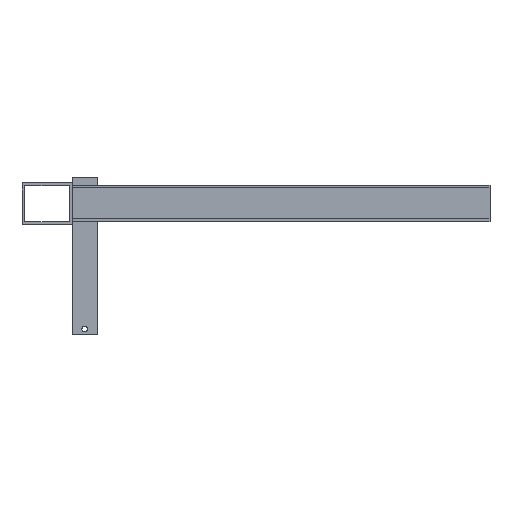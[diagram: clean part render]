
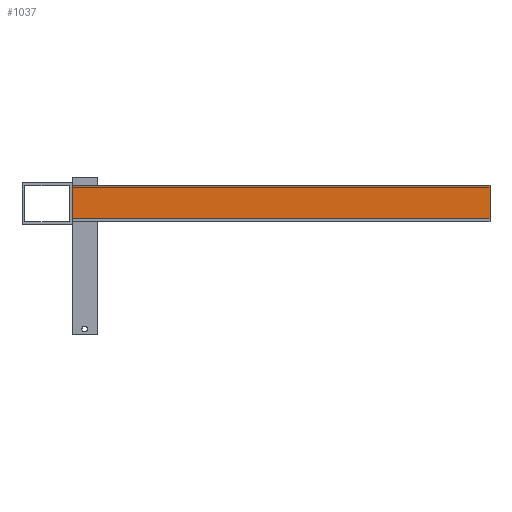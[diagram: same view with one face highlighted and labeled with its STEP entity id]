
A CAD part, left-side view. The second image highlights one B-rep face of the part: STEP entity #1037.
In plain terms, the highlighted planar face has unit normal (-1, 0, 0).
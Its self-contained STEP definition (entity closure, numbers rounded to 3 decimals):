
#61=PLANE('',#1122);
#115=FACE_OUTER_BOUND('',#178,.T.);
#178=EDGE_LOOP('',(#902,#903,#904,#905));
#283=LINE('',#1585,#417);
#304=LINE('',#1626,#438);
#305=LINE('',#1629,#439);
#306=LINE('',#1630,#440);
#417=VECTOR('',#1302,10.);
#438=VECTOR('',#1333,10.);
#439=VECTOR('',#1336,10.);
#440=VECTOR('',#1337,10.);
#538=VERTEX_POINT('',#1582);
#539=VERTEX_POINT('',#1584);
#554=VERTEX_POINT('',#1624);
#555=VERTEX_POINT('',#1628);
#661=EDGE_CURVE('',#538,#539,#283,.T.);
#682=EDGE_CURVE('',#538,#554,#304,.T.);
#683=EDGE_CURVE('',#555,#554,#305,.T.);
#684=EDGE_CURVE('',#539,#555,#306,.T.);
#902=ORIENTED_EDGE('',*,*,#661,.F.);
#903=ORIENTED_EDGE('',*,*,#682,.T.);
#904=ORIENTED_EDGE('',*,*,#683,.F.);
#905=ORIENTED_EDGE('',*,*,#684,.F.);
#1037=ADVANCED_FACE('',(#115),#61,.T.);
#1122=AXIS2_PLACEMENT_3D('',#1627,#1334,#1335);
#1302=DIRECTION('',(0.,0.,1.));
#1333=DIRECTION('',(0.,-1.,0.));
#1334=DIRECTION('center_axis',(-1.,0.,0.));
#1335=DIRECTION('ref_axis',(0.,0.,-1.));
#1336=DIRECTION('',(0.,0.,-1.));
#1337=DIRECTION('',(0.,-1.,0.));
#1582=CARTESIAN_POINT('',(1370.,0.,-54.));
#1584=CARTESIAN_POINT('',(1370.,0.,66.));
#1585=CARTESIAN_POINT('',(1370.,0.,33.));
#1624=CARTESIAN_POINT('',(1370.,-1500.,-54.));
#1626=CARTESIAN_POINT('',(1370.,0.,-54.));
#1627=CARTESIAN_POINT('Origin',(1370.,0.,66.));
#1628=CARTESIAN_POINT('',(1370.,-1500.,66.));
#1629=CARTESIAN_POINT('',(1370.,-1500.,66.));
#1630=CARTESIAN_POINT('',(1370.,0.,66.));
